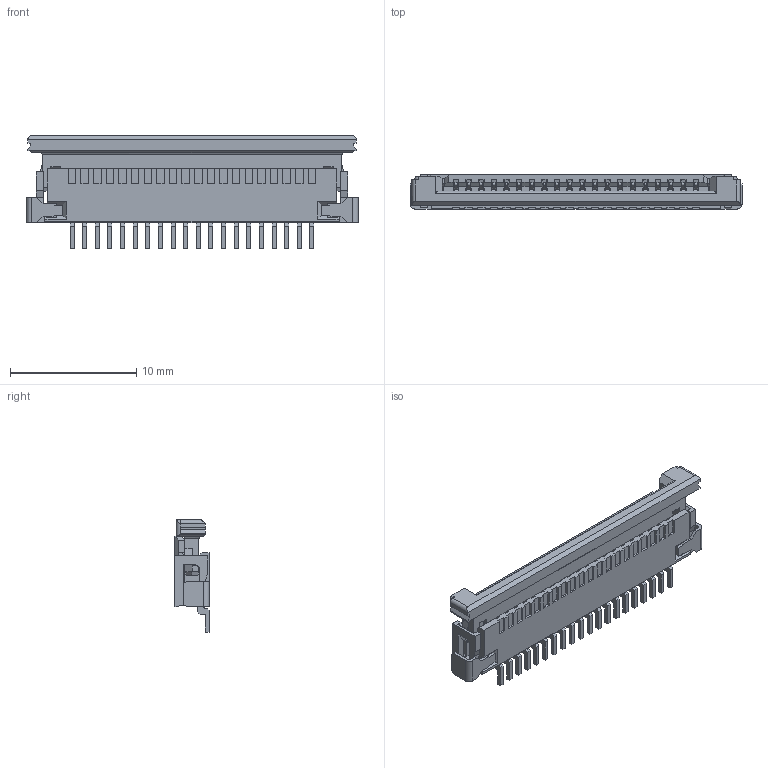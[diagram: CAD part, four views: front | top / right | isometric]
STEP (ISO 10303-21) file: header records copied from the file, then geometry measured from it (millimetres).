
FILE_DESCRIPTION((''),'2;1');
FILE_NAME('522072033','2016-07-12T',('rlalsangi'),(''),'PRO/ENGINEER BY PARAMETRIC TECHNOLOGY CORPORATION, 2012310','PRO/ENGINEER BY PARAMETRIC TECHNOLOGY CORPORATION, 2012310','');
FILE_SCHEMA(('CONFIG_CONTROL_DESIGN'));
Length unit declared in the file: millimetre
Products named in the file (1): 522072033
Bounding box: 26.3 x 2.7 x 8.9 mm (x, y, z)
Volume: 285.8 mm3; surface area: 1366.9 mm2
Topology: 3 solids, 3 shells, 1482 faces, 4475 edges, 2870 vertices
Faces by surface type: plane 1278, cylinder 124, cone 80
Entity records: 48956 total; most frequent: CARTESIAN_POINT 9034, ORIENTED_EDGE 8694, DIRECTION 7619, EDGE_CURVE 4347, VECTOR 4105, LINE 4105, VERTEX_POINT 2782, AXIS2_PLACEMENT_3D 1757
